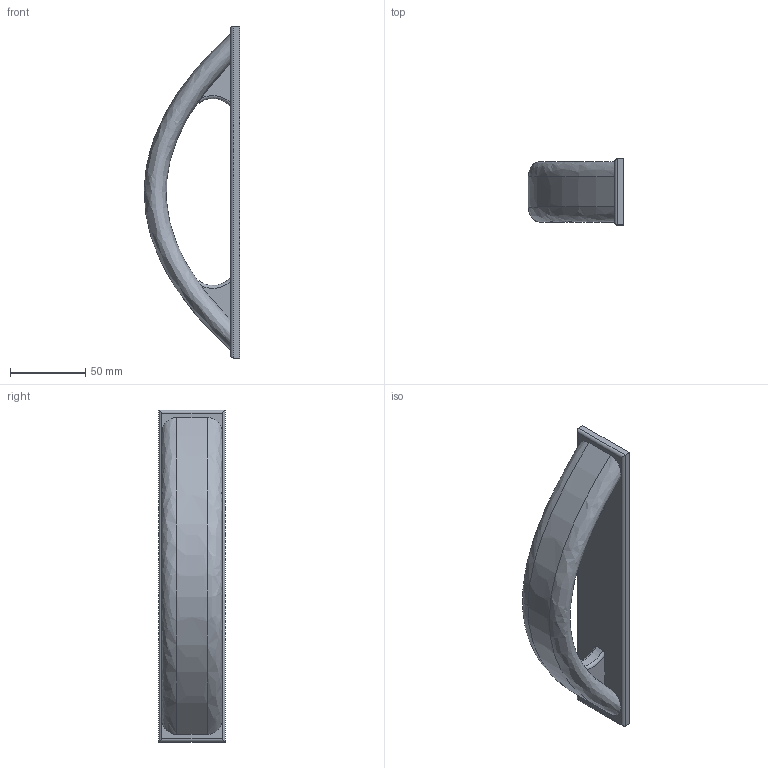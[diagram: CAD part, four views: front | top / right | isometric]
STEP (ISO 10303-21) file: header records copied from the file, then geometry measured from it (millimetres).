
FILE_DESCRIPTION(('FreeCAD Model'),'2;1');
FILE_NAME('Open CASCADE Shape Model','2024-08-14T00:45:56',(''),(''), 'Open CASCADE STEP processor 7.7','FreeCAD','Unknown');
FILE_SCHEMA(('AUTOMOTIVE_DESIGN { 1 0 10303 214 1 1 1 1 }'));
Length unit declared in the file: millimetre
Products named in the file (1): knob
Bounding box: 63.25 x 44 x 220 mm (x, y, z)
Volume: 177295.8 mm3; surface area: 41757.3 mm2
Topology: 1 solids, 1 shells, 24 faces, 62 edges, 40 vertices
Faces by surface type: plane 10, cylinder 6, torus 4, bspline 4
Entity records: 2746 total; most frequent: CARTESIAN_POINT 2189, ORIENTED_EDGE 124, DIRECTION 88, EDGE_CURVE 62, VERTEX_POINT 40, AXIS2_PLACEMENT_3D 33, B_SPLINE_CURVE_WITH_KNOTS 28, FACE_BOUND 26
